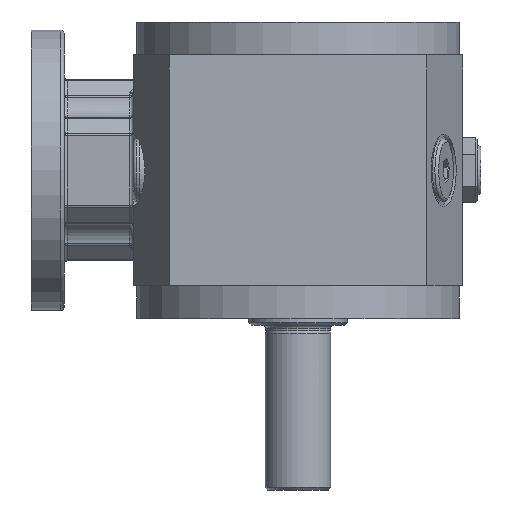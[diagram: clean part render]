
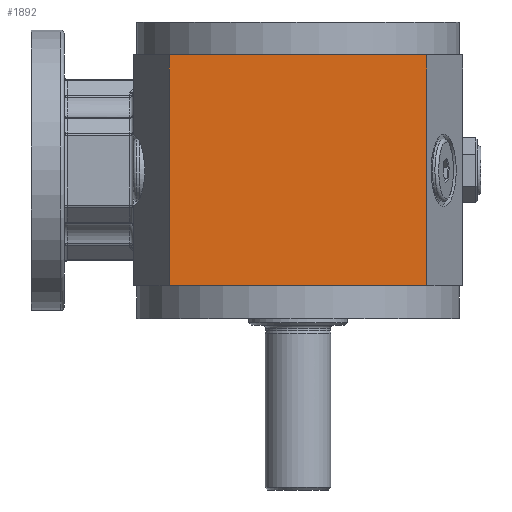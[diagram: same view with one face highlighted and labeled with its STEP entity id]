
A CAD part, front view. The second image highlights one B-rep face of the part: STEP entity #1892.
In plain terms, the highlighted planar face has unit normal (0, -1, 0).
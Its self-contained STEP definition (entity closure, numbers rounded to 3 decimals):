
#1892 = ADVANCED_FACE( '', ( #4361 ), #4362, .T. );
#4361 = FACE_OUTER_BOUND( '', #12597, .T. );
#4362 = PLANE( '', #12598 );
#12597 = EDGE_LOOP( '', ( #22022, #22023, #22024, #22025 ) );
#12598 = AXIS2_PLACEMENT_3D( '', #22026, #22027, #22028 );
#22022 = ORIENTED_EDGE( '', *, *, #25640, .F. );
#22023 = ORIENTED_EDGE( '', *, *, #26080, .T. );
#22024 = ORIENTED_EDGE( '', *, *, #26723, .T. );
#22025 = ORIENTED_EDGE( '', *, *, #26724, .F. );
#22026 = CARTESIAN_POINT( '', ( 14.181, 5.262, 0. ) );
#22027 = DIRECTION( '', ( 0., -1., 0. ) );
#22028 = DIRECTION( '', ( 0., 0., -1. ) );
#25640 = EDGE_CURVE( '', #28873, #28875, #28876, .T. );
#26080 = EDGE_CURVE( '', #28873, #29551, #29554, .T. );
#26723 = EDGE_CURVE( '', #29551, #30451, #30452, .T. );
#26724 = EDGE_CURVE( '', #28875, #30451, #30453, .T. );
#28873 = VERTEX_POINT( '', #38645 );
#28875 = VERTEX_POINT( '', #38648 );
#28876 = LINE( '', #38649, #38650 );
#29551 = VERTEX_POINT( '', #41447 );
#29554 = LINE( '', #41451, #41452 );
#30451 = VERTEX_POINT( '', #45367 );
#30452 = LINE( '', #45368, #45369 );
#30453 = LINE( '', #45370, #45371 );
#38645 = CARTESIAN_POINT( '', ( 14.181, 5.262, -35. ) );
#38648 = CARTESIAN_POINT( '', ( 14.181, 5.262, 35. ) );
#38649 = CARTESIAN_POINT( '', ( 14.181, 5.262, 0. ) );
#38650 = VECTOR( '', #48879, 1000. );
#41447 = CARTESIAN_POINT( '', ( 92.343, 5.262, -35. ) );
#41451 = CARTESIAN_POINT( '', ( 53.262, 5.262, -35. ) );
#41452 = VECTOR( '', #49333, 1000. );
#45367 = CARTESIAN_POINT( '', ( 92.343, 5.262, 35. ) );
#45368 = CARTESIAN_POINT( '', ( 92.343, 5.262, 0. ) );
#45369 = VECTOR( '', #49986, 1000. );
#45370 = CARTESIAN_POINT( '', ( 53.262, 5.262, 35. ) );
#45371 = VECTOR( '', #49987, 1000. );
#48879 = DIRECTION( '', ( 0., 0., 1. ) );
#49333 = DIRECTION( '', ( 1., 0., 0. ) );
#49986 = DIRECTION( '', ( 0., 0., 1. ) );
#49987 = DIRECTION( '', ( 1., 0., 0. ) );
